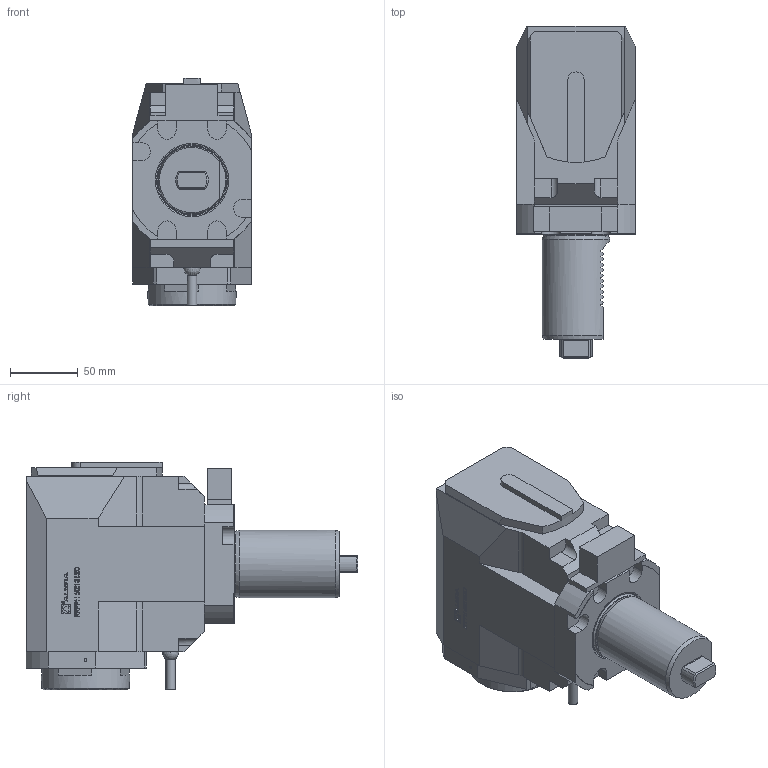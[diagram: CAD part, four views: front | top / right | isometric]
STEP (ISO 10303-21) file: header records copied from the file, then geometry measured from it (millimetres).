
FILE_DESCRIPTION (( 'STEP AP214' ), '1' );
FILE_NAME ('RRPPH50I131SD.STEP', '2024-09-23T07:54:58', ( '' ), ( '' ), 'SwSTEP 2.0', 'SolidWorks 2023', '' );
FILE_SCHEMA (( 'AUTOMOTIVE_DESIGN' ));
Length unit declared in the file: millimetre
Products named in the file (1): RRPPH50I131SD
Bounding box: 88 x 245.75 x 168.7 mm (x, y, z)
Volume: 1845732.8 mm3; surface area: 111860.2 mm2
Topology: 1 solids, 3 shells, 534 faces, 1418 edges, 939 vertices
Faces by surface type: plane 365, bspline 84, cylinder 75, cone 6, torus 3, sphere 1
Full cylindrical faces by diameter (mm): 1.7 x1, 2.1 x1, 6 x2, 6.366 x1, 7 x1, 48.7 x1, 50 x1, 65.3 x1
Entity records: 24564 total; most frequent: CARTESIAN_POINT 8936, ORIENTED_EDGE 2780, DIRECTION 2189, EDGE_CURVE 1390, LINE 987, VECTOR 987, VERTEX_POINT 928, AXIS2_PLACEMENT_3D 601
